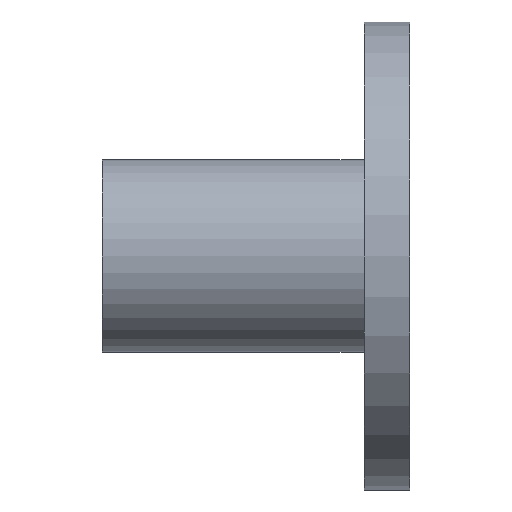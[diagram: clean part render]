
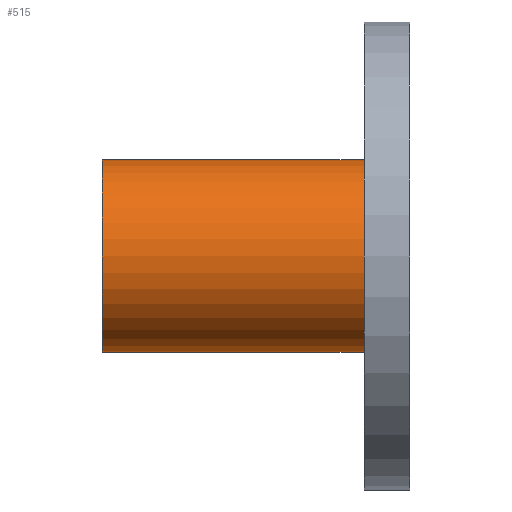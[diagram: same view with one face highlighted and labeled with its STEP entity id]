
A CAD part, left-side view. The second image highlights one B-rep face of the part: STEP entity #515.
In plain terms, the highlighted cylindrical face has radius 38.05 mm (diameter 76.1 mm), a partial arc.
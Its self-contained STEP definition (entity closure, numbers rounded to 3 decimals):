
#66 = DIRECTION ( 'NONE',  ( 0., -1., 0. ) ) ;
#73 = CARTESIAN_POINT ( 'NONE',  ( 0., 18., 0. ) ) ;
#84 = DIRECTION ( 'NONE',  ( 0., 0., -1. ) ) ;
#119 = CYLINDRICAL_SURFACE ( 'NONE', #729, 38.05 ) ;
#144 = VERTEX_POINT ( 'NONE', #1058 ) ;
#164 = CARTESIAN_POINT ( 'NONE',  ( 0., 0., -38.05 ) ) ;
#178 = ORIENTED_EDGE ( 'NONE', *, *, #1268, .F. ) ;
#221 = AXIS2_PLACEMENT_3D ( 'NONE', #584, #866, #84 ) ;
#370 = LINE ( 'NONE', #1084, #478 ) ;
#371 = CIRCLE ( 'NONE', #713, 38.05 ) ;
#387 = EDGE_CURVE ( 'NONE', #576, #779, #887, .T. ) ;
#399 = DIRECTION ( 'NONE',  ( 0., -1., 0. ) ) ;
#478 = VECTOR ( 'NONE', #66, 1000. ) ;
#515 = ADVANCED_FACE ( 'NONE', ( #809 ), #119, .T. ) ;
#549 = EDGE_LOOP ( 'NONE', ( #1169, #706, #1121, #178 ) ) ;
#576 = VERTEX_POINT ( 'NONE', #1040 ) ;
#584 = CARTESIAN_POINT ( 'NONE',  ( 0., 121.432, 0. ) ) ;
#618 = CARTESIAN_POINT ( 'NONE',  ( 0., 0., 0. ) ) ;
#706 = ORIENTED_EDGE ( 'NONE', *, *, #841, .T. ) ;
#713 = AXIS2_PLACEMENT_3D ( 'NONE', #73, #399, #983 ) ;
#729 = AXIS2_PLACEMENT_3D ( 'NONE', #618, #1007, #1312 ) ;
#771 = CARTESIAN_POINT ( 'NONE',  ( 0., 121.432, 38.05 ) ) ;
#779 = VERTEX_POINT ( 'NONE', #886 ) ;
#809 = FACE_OUTER_BOUND ( 'NONE', #549, .T. ) ;
#841 = EDGE_CURVE ( 'NONE', #1083, #576, #921, .T. ) ;
#866 = DIRECTION ( 'NONE',  ( 0., -1., 0. ) ) ;
#886 = CARTESIAN_POINT ( 'NONE',  ( 0., 18., -38.05 ) ) ;
#887 = LINE ( 'NONE', #164, #891 ) ;
#891 = VECTOR ( 'NONE', #1095, 1000. ) ;
#921 = CIRCLE ( 'NONE', #221, 38.05 ) ;
#983 = DIRECTION ( 'NONE',  ( 0., 0., -1. ) ) ;
#1007 = DIRECTION ( 'NONE',  ( 0., -1., 0. ) ) ;
#1040 = CARTESIAN_POINT ( 'NONE',  ( 0., 121.432, -38.05 ) ) ;
#1058 = CARTESIAN_POINT ( 'NONE',  ( 0., 18., 38.05 ) ) ;
#1083 = VERTEX_POINT ( 'NONE', #771 ) ;
#1084 = CARTESIAN_POINT ( 'NONE',  ( 0., 0., 38.05 ) ) ;
#1095 = DIRECTION ( 'NONE',  ( 0., -1., 0. ) ) ;
#1121 = ORIENTED_EDGE ( 'NONE', *, *, #387, .T. ) ;
#1169 = ORIENTED_EDGE ( 'NONE', *, *, #1195, .F. ) ;
#1195 = EDGE_CURVE ( 'NONE', #1083, #144, #370, .T. ) ;
#1268 = EDGE_CURVE ( 'NONE', #144, #779, #371, .T. ) ;
#1312 = DIRECTION ( 'NONE',  ( 0., 0., -1. ) ) ;
